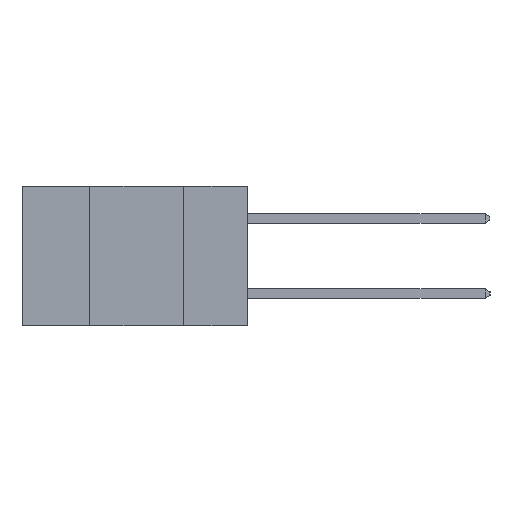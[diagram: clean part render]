
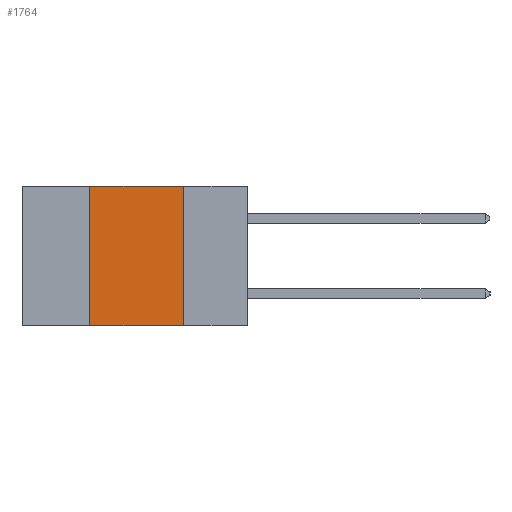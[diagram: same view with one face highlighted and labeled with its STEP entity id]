
A CAD part, left-side view. The second image highlights one B-rep face of the part: STEP entity #1764.
In plain terms, the highlighted planar face has unit normal (-1, 0, 0).
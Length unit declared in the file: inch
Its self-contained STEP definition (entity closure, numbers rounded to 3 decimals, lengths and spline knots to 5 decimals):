
#50 = VECTOR ( 'NONE', #2897, 39.37008 ) ;
#627 = EDGE_CURVE ( 'NONE', #1663, #7301, #10788, .T. ) ;
#1663 = VERTEX_POINT ( 'NONE', #7250 ) ;
#1764 = ADVANCED_FACE ( 'NONE', ( #2221 ), #5073, .F. ) ;
#1785 = EDGE_CURVE ( 'NONE', #6177, #1663, #4107, .T. ) ;
#1853 = VERTEX_POINT ( 'NONE', #3550 ) ;
#2221 = FACE_OUTER_BOUND ( 'NONE', #9027, .T. ) ;
#2240 = DIRECTION ( 'NONE',  ( 0., -1., 0. ) ) ;
#2786 = ORIENTED_EDGE ( 'NONE', *, *, #3544, .F. ) ;
#2897 = DIRECTION ( 'NONE',  ( 0., 0., 1. ) ) ;
#3544 = EDGE_CURVE ( 'NONE', #1853, #6177, #7286, .T. ) ;
#3550 = CARTESIAN_POINT ( 'NONE',  ( 0., 0.42, -0.37 ) ) ;
#3717 = CARTESIAN_POINT ( 'NONE',  ( 0., 0.17, -0.37 ) ) ;
#4107 = LINE ( 'NONE', #4671, #8606 ) ;
#4671 = CARTESIAN_POINT ( 'NONE',  ( 0., 0.6, 0. ) ) ;
#4726 = DIRECTION ( 'NONE',  ( 0., -1., 0. ) ) ;
#5023 = DIRECTION ( 'NONE',  ( 0., 0., -1. ) ) ;
#5034 = DIRECTION ( 'NONE',  ( 1., 0., 0. ) ) ;
#5045 = ORIENTED_EDGE ( 'NONE', *, *, #627, .F. ) ;
#5073 = PLANE ( 'NONE',  #9919 ) ;
#5199 = DIRECTION ( 'NONE',  ( 0., 0., -1. ) ) ;
#5798 = CARTESIAN_POINT ( 'NONE',  ( 0., 0.6, 0. ) ) ;
#6177 = VERTEX_POINT ( 'NONE', #6212 ) ;
#6212 = CARTESIAN_POINT ( 'NONE',  ( 0., 0.42, 0. ) ) ;
#6464 = CARTESIAN_POINT ( 'NONE',  ( 0., 0.17, -0.37 ) ) ;
#6469 = VECTOR ( 'NONE', #5199, 39.37008 ) ;
#7031 = VECTOR ( 'NONE', #2240, 39.37008 ) ;
#7250 = CARTESIAN_POINT ( 'NONE',  ( 0., 0.17, 0. ) ) ;
#7286 = LINE ( 'NONE', #10516, #50 ) ;
#7301 = VERTEX_POINT ( 'NONE', #6464 ) ;
#7670 = ORIENTED_EDGE ( 'NONE', *, *, #9683, .T. ) ;
#8267 = ORIENTED_EDGE ( 'NONE', *, *, #1785, .F. ) ;
#8606 = VECTOR ( 'NONE', #4726, 39.37008 ) ;
#9027 = EDGE_LOOP ( 'NONE', ( #5045, #8267, #2786, #7670 ) ) ;
#9195 = CARTESIAN_POINT ( 'NONE',  ( 0., 0.6, -0.37 ) ) ;
#9255 = LINE ( 'NONE', #9195, #7031 ) ;
#9683 = EDGE_CURVE ( 'NONE', #1853, #7301, #9255, .T. ) ;
#9919 = AXIS2_PLACEMENT_3D ( 'NONE', #5798, #5034, #5023 ) ;
#10516 = CARTESIAN_POINT ( 'NONE',  ( 0., 0.42, -0.37 ) ) ;
#10788 = LINE ( 'NONE', #3717, #6469 ) ;
